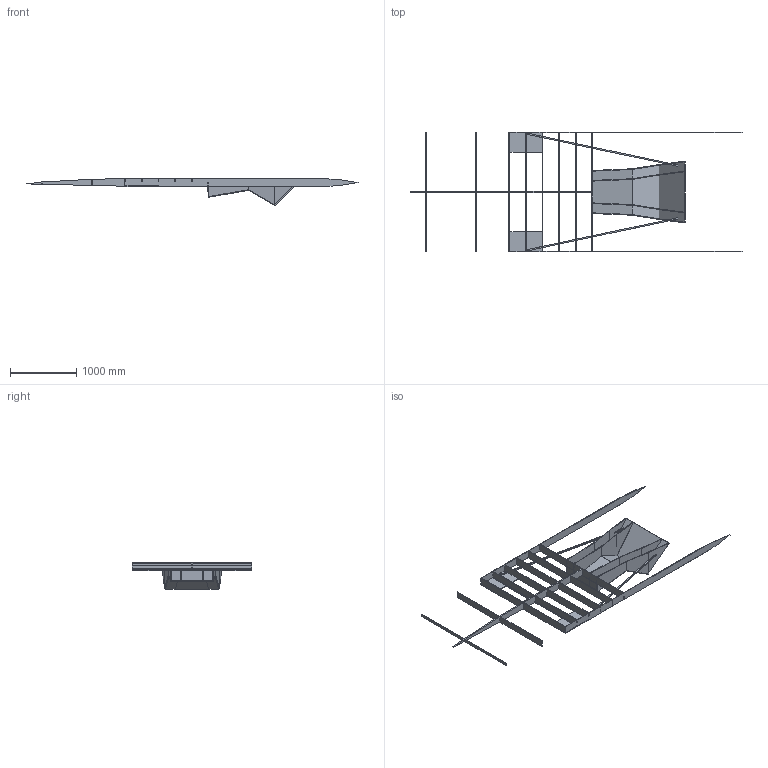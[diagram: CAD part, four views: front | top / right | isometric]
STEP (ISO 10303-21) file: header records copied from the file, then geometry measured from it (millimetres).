
FILE_DESCRIPTION(/* description */ ('','CAx-IF Rec.Pracs.---Representation and Presentation of Product Manufacturing Information (PMI)---4.0---2014-10-13'),/* implementation_level */ '2;1');
FILE_NAME(/* name */ 'fishtail more cadamaran frame v15.step',/* time_stamp */ '2024-12-24T20:53:45-08:00',/* author */ (''),/* organization */ (''),/* preprocessor_version */ 'ST-DEVELOPER v20',/* originating_system */ 'Autodesk Translation Framework v13.20.0.188',/* authorisation */ '');
FILE_SCHEMA (('AP242_MANAGED_MODEL_BASED_3D_ENGINEERING_MIM_LF { 1 0 10303 442 1 1 4 }'));
Length unit declared in the file: metre
Products named in the file (1): fishtail more cadamaran frame
Bounding box: 5000 x 1800 x 403.79 mm (x, y, z)
Volume: 59275266.1 mm3; surface area: 12343801.2 mm2
Topology: 38 solids, 38 shells, 430 faces, 1066 edges, 710 vertices
Faces by surface type: plane 411, bspline 19
Entity records: 13132 total; most frequent: CARTESIAN_POINT 3040, ORIENTED_EDGE 2132, DIRECTION 1842, EDGE_CURVE 1066, LINE 1018, VECTOR 1018, VERTEX_POINT 710, EDGE_LOOP 438
